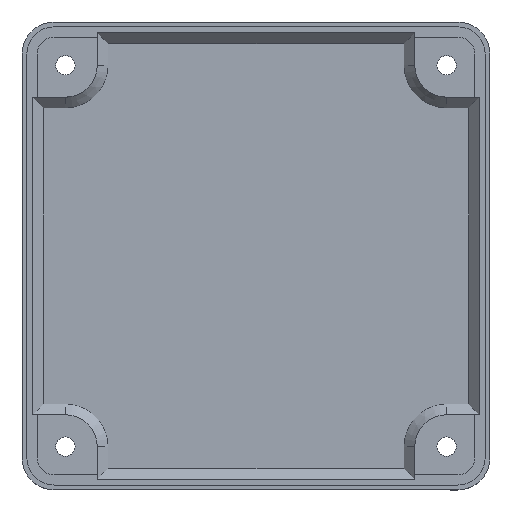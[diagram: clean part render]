
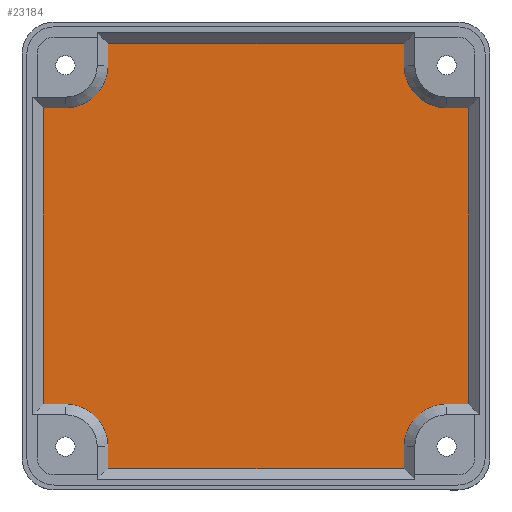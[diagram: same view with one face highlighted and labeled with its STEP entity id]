
A CAD part, top view. The second image highlights one B-rep face of the part: STEP entity #23184.
In plain terms, the highlighted planar face has unit normal (0, 0, 1).
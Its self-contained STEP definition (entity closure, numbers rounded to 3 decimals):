
#2461=PLANE('',#23888);
#3710=FACE_OUTER_BOUND('',#5041,.T.);
#5041=EDGE_LOOP('',(#21662,#21663,#21664,#21665,#21666,#21667,#21668,#21669,
#21670,#21671,#21672,#21673,#21674,#21675,#21676,#21677));
#7120=LINE('',#44154,#9287);
#7124=LINE('',#44163,#9291);
#7130=LINE('',#44176,#9297);
#7134=LINE('',#44183,#9301);
#7136=LINE('',#44192,#9303);
#7139=LINE('',#44198,#9306);
#7144=LINE('',#44207,#9311);
#7146=LINE('',#44215,#9313);
#7150=LINE('',#44221,#9317);
#7152=LINE('',#44227,#9319);
#7156=LINE('',#44234,#9323);
#7158=LINE('',#44242,#9325);
#9287=VECTOR('',#27198,10.);
#9291=VECTOR('',#27204,10.);
#9297=VECTOR('',#27212,10.);
#9301=VECTOR('',#27218,10.);
#9303=VECTOR('',#27228,10.);
#9306=VECTOR('',#27233,10.);
#9311=VECTOR('',#27240,10.);
#9313=VECTOR('',#27250,10.);
#9317=VECTOR('',#27256,10.);
#9319=VECTOR('',#27264,10.);
#9323=VECTOR('',#27270,10.);
#9325=VECTOR('',#27280,10.);
#9463=CIRCLE('',#23860,7.942);
#9465=CIRCLE('',#23866,7.942);
#9467=CIRCLE('',#23871,7.942);
#9468=CIRCLE('',#23875,7.942);
#11643=VERTEX_POINT('',#44152);
#11644=VERTEX_POINT('',#44153);
#11647=VERTEX_POINT('',#44161);
#11648=VERTEX_POINT('',#44162);
#11653=VERTEX_POINT('',#44173);
#11654=VERTEX_POINT('',#44175);
#11656=VERTEX_POINT('',#44181);
#11658=VERTEX_POINT('',#44186);
#11659=VERTEX_POINT('',#44191);
#11661=VERTEX_POINT('',#44197);
#11664=VERTEX_POINT('',#44205);
#11666=VERTEX_POINT('',#44210);
#11667=VERTEX_POINT('',#44219);
#11668=VERTEX_POINT('',#44223);
#11670=VERTEX_POINT('',#44232);
#11672=VERTEX_POINT('',#44237);
#14976=EDGE_CURVE('',#11643,#11644,#7120,.T.);
#14980=EDGE_CURVE('',#11647,#11648,#7124,.T.);
#14986=EDGE_CURVE('',#11653,#11654,#7130,.T.);
#14990=EDGE_CURVE('',#11656,#11653,#7134,.T.);
#14992=EDGE_CURVE('',#11658,#11656,#9463,.T.);
#14994=EDGE_CURVE('',#11659,#11658,#7136,.T.);
#14997=EDGE_CURVE('',#11661,#11659,#7139,.T.);
#15002=EDGE_CURVE('',#11664,#11661,#7144,.T.);
#15004=EDGE_CURVE('',#11666,#11664,#9465,.T.);
#15006=EDGE_CURVE('',#11648,#11666,#7146,.T.);
#15010=EDGE_CURVE('',#11667,#11643,#7150,.T.);
#15012=EDGE_CURVE('',#11668,#11667,#9467,.T.);
#15013=EDGE_CURVE('',#11654,#11668,#7152,.T.);
#15017=EDGE_CURVE('',#11670,#11647,#7156,.T.);
#15019=EDGE_CURVE('',#11672,#11670,#9468,.T.);
#15021=EDGE_CURVE('',#11644,#11672,#7158,.T.);
#21662=ORIENTED_EDGE('',*,*,#14986,.F.);
#21663=ORIENTED_EDGE('',*,*,#14990,.F.);
#21664=ORIENTED_EDGE('',*,*,#14992,.F.);
#21665=ORIENTED_EDGE('',*,*,#14994,.F.);
#21666=ORIENTED_EDGE('',*,*,#14997,.F.);
#21667=ORIENTED_EDGE('',*,*,#15002,.F.);
#21668=ORIENTED_EDGE('',*,*,#15004,.F.);
#21669=ORIENTED_EDGE('',*,*,#15006,.F.);
#21670=ORIENTED_EDGE('',*,*,#14980,.F.);
#21671=ORIENTED_EDGE('',*,*,#15017,.F.);
#21672=ORIENTED_EDGE('',*,*,#15019,.F.);
#21673=ORIENTED_EDGE('',*,*,#15021,.F.);
#21674=ORIENTED_EDGE('',*,*,#14976,.F.);
#21675=ORIENTED_EDGE('',*,*,#15010,.F.);
#21676=ORIENTED_EDGE('',*,*,#15012,.F.);
#21677=ORIENTED_EDGE('',*,*,#15013,.F.);
#23184=ADVANCED_FACE('',(#3710),#2461,.T.);
#23860=AXIS2_PLACEMENT_3D('',#44188,#27222,#27223);
#23866=AXIS2_PLACEMENT_3D('',#44212,#27244,#27245);
#23871=AXIS2_PLACEMENT_3D('',#44225,#27260,#27261);
#23875=AXIS2_PLACEMENT_3D('',#44239,#27274,#27275);
#23888=AXIS2_PLACEMENT_3D('',#44294,#27325,#27326);
#27198=DIRECTION('',(0.,1.,0.));
#27204=DIRECTION('',(1.,0.,0.));
#27212=DIRECTION('',(-1.,0.,0.));
#27218=DIRECTION('',(0.,-1.,0.));
#27222=DIRECTION('center_axis',(0.,0.,
1.));
#27223=DIRECTION('ref_axis',(0.,1.,0.));
#27228=DIRECTION('',(-1.,0.,0.));
#27233=DIRECTION('',(0.,-1.,0.));
#27240=DIRECTION('',(1.,0.,0.));
#27244=DIRECTION('center_axis',(0.,0.,
1.));
#27245=DIRECTION('ref_axis',(-1.,0.,0.));
#27250=DIRECTION('',(0.,-1.,0.));
#27256=DIRECTION('',(-1.,0.,0.));
#27260=DIRECTION('center_axis',(0.,0.,
1.));
#27261=DIRECTION('ref_axis',(1.,0.,0.));
#27264=DIRECTION('',(0.,1.,0.));
#27270=DIRECTION('',(0.,1.,0.));
#27274=DIRECTION('center_axis',(0.,0.,
1.));
#27275=DIRECTION('ref_axis',(0.,-1.,0.));
#27280=DIRECTION('',(1.,0.,0.));
#27325=DIRECTION('center_axis',(0.,0.,
1.));
#27326=DIRECTION('ref_axis',(1.,0.,0.));
#44152=CARTESIAN_POINT('',(-39.596,-27.442,0.));
#44153=CARTESIAN_POINT('',(-39.596,27.795,0.));
#44154=CARTESIAN_POINT('',(-39.596,-18.644,0.));
#44161=CARTESIAN_POINT('',(-27.574,39.816,0.));
#44162=CARTESIAN_POINT('',(27.662,39.816,0.));
#44163=CARTESIAN_POINT('',(-18.776,39.816,0.));
#44173=CARTESIAN_POINT('',(27.662,-39.464,0.));
#44175=CARTESIAN_POINT('',(-27.574,-39.464,0.));
#44176=CARTESIAN_POINT('',(18.864,-39.464,0.));
#44181=CARTESIAN_POINT('',(27.662,-35.384,0.));
#44183=CARTESIAN_POINT('',(27.662,-20.244,0.));
#44186=CARTESIAN_POINT('',(35.604,-27.442,0.));
#44188=CARTESIAN_POINT('Origin',(35.604,-35.384,0.));
#44191=CARTESIAN_POINT('',(39.684,-27.442,0.));
#44192=CARTESIAN_POINT('',(20.864,-27.442,0.));
#44197=CARTESIAN_POINT('',(39.684,27.795,0.));
#44198=CARTESIAN_POINT('',(39.684,18.996,0.));
#44205=CARTESIAN_POINT('',(35.604,27.795,0.));
#44207=CARTESIAN_POINT('',(20.464,27.795,0.));
#44210=CARTESIAN_POINT('',(27.662,35.736,0.));
#44212=CARTESIAN_POINT('Origin',(35.604,35.736,0.));
#44215=CARTESIAN_POINT('',(27.662,20.996,0.));
#44219=CARTESIAN_POINT('',(-35.516,-27.442,0.));
#44221=CARTESIAN_POINT('',(-20.376,-27.442,0.));
#44223=CARTESIAN_POINT('',(-27.574,-35.384,0.));
#44225=CARTESIAN_POINT('Origin',(-35.516,-35.384,0.));
#44227=CARTESIAN_POINT('',(-27.574,-20.644,0.));
#44232=CARTESIAN_POINT('',(-27.574,35.736,0.));
#44234=CARTESIAN_POINT('',(-27.574,20.596,0.));
#44237=CARTESIAN_POINT('',(-35.516,27.795,0.));
#44239=CARTESIAN_POINT('Origin',(-35.516,35.736,0.));
#44242=CARTESIAN_POINT('',(-20.776,27.795,0.));
#44294=CARTESIAN_POINT('Origin',(0.044,0.176,0.));
